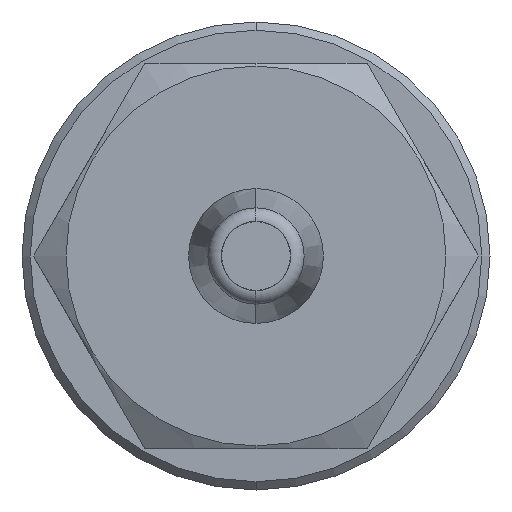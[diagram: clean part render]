
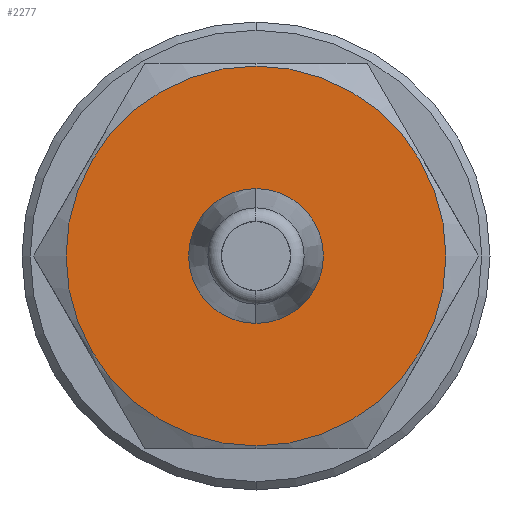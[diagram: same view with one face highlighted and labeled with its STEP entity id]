
A CAD part, front view. The second image highlights one B-rep face of the part: STEP entity #2277.
In plain terms, the highlighted planar face has unit normal (0, -1, 0).
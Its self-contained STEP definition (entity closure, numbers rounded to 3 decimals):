
#311 = PLANE ( 'NONE',  #2001 ) ;
#312 = CARTESIAN_POINT ( 'NONE',  ( 2.45, -13., 0. ) ) ;
#313 = DIRECTION ( 'NONE',  ( 0., 1., 0. ) ) ;
#314 = DIRECTION ( 'NONE',  ( 0., 0., 1. ) ) ;
#681 = AXIS2_PLACEMENT_3D ( 'NONE', #1401, #1402, #1403 ) ;
#684 = CIRCLE ( 'NONE', #681, 2.45 ) ;
#692 = AXIS2_PLACEMENT_3D ( 'NONE', #1390, #1391, #1392 ) ;
#696 = CIRCLE ( 'NONE', #692, 6.9 ) ;
#725 = EDGE_LOOP ( 'NONE', ( #1940, #1938 ) ) ;
#726 = EDGE_LOOP ( 'NONE', ( #1942, #1941 ) ) ;
#927 = FACE_OUTER_BOUND ( 'NONE', #726, .T. ) ;
#928 = FACE_BOUND ( 'NONE', #725, .T. ) ;
#1282 = CARTESIAN_POINT ( 'NONE',  ( 0., -13., -2.45 ) ) ;
#1283 = CARTESIAN_POINT ( 'NONE',  ( 0., -13., 2.45 ) ) ;
#1284 = CARTESIAN_POINT ( 'NONE',  ( 0., -13., 6.9 ) ) ;
#1285 = CARTESIAN_POINT ( 'NONE',  ( 0., -13., -6.9 ) ) ;
#1390 = CARTESIAN_POINT ( 'NONE',  ( 0., -13., 0. ) ) ;
#1391 = DIRECTION ( 'NONE',  ( 0., 1., 0. ) ) ;
#1392 = DIRECTION ( 'NONE',  ( 0., 0., 1. ) ) ;
#1401 = CARTESIAN_POINT ( 'NONE',  ( 0., -13., 0. ) ) ;
#1402 = DIRECTION ( 'NONE',  ( 0., 1., 0. ) ) ;
#1403 = DIRECTION ( 'NONE',  ( 0., 0., 1. ) ) ;
#1654 = CARTESIAN_POINT ( 'NONE',  ( 0., -13., 0. ) ) ;
#1655 = DIRECTION ( 'NONE',  ( 0., 1., 0. ) ) ;
#1656 = DIRECTION ( 'NONE',  ( 0., 0., 1. ) ) ;
#1657 = CARTESIAN_POINT ( 'NONE',  ( 0., -13., 0. ) ) ;
#1658 = DIRECTION ( 'NONE',  ( 0., 1., 0. ) ) ;
#1659 = DIRECTION ( 'NONE',  ( 0., 0., 1. ) ) ;
#1804 = CIRCLE ( 'NONE', #1810, 2.45 ) ;
#1806 = CIRCLE ( 'NONE', #1812, 6.9 ) ;
#1810 = AXIS2_PLACEMENT_3D ( 'NONE', #1654, #1655, #1656 ) ;
#1812 = AXIS2_PLACEMENT_3D ( 'NONE', #1657, #1658, #1659 ) ;
#1938 = ORIENTED_EDGE ( 'NONE', *, *, #2211, .T. ) ;
#1940 = ORIENTED_EDGE ( 'NONE', *, *, #2394, .T. ) ;
#1941 = ORIENTED_EDGE ( 'NONE', *, *, #2395, .F. ) ;
#1942 = ORIENTED_EDGE ( 'NONE', *, *, #2207, .F. ) ;
#2001 = AXIS2_PLACEMENT_3D ( 'NONE', #312, #313, #314 ) ;
#2072 = VERTEX_POINT ( 'NONE', #1282 ) ;
#2073 = VERTEX_POINT ( 'NONE', #1283 ) ;
#2074 = VERTEX_POINT ( 'NONE', #1284 ) ;
#2075 = VERTEX_POINT ( 'NONE', #1285 ) ;
#2207 = EDGE_CURVE ( 'NONE', #2074, #2075, #696, .T. ) ;
#2211 = EDGE_CURVE ( 'NONE', #2072, #2073, #684, .T. ) ;
#2277 = ADVANCED_FACE ( 'NONE', ( #927, #928 ), #311, .F. ) ;
#2394 = EDGE_CURVE ( 'NONE', #2073, #2072, #1804, .T. ) ;
#2395 = EDGE_CURVE ( 'NONE', #2075, #2074, #1806, .T. ) ;
